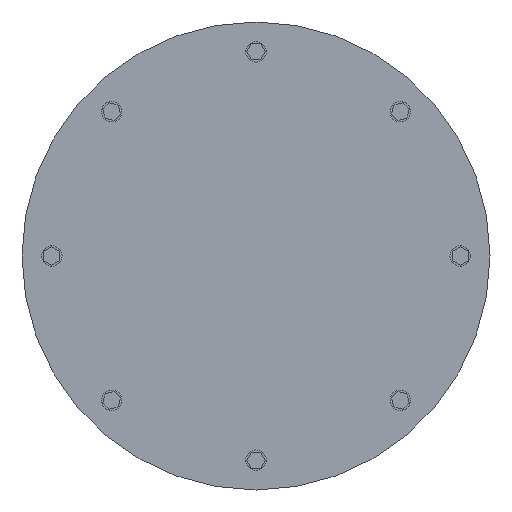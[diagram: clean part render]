
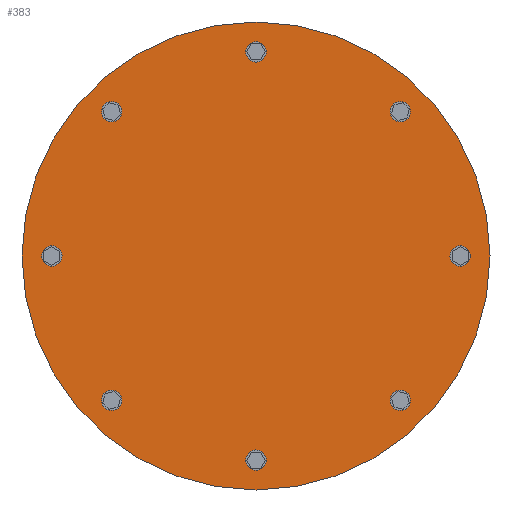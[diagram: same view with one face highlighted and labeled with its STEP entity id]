
A CAD part, left-side view. The second image highlights one B-rep face of the part: STEP entity #383.
In plain terms, the highlighted planar face has unit normal (-1, 0, 0).
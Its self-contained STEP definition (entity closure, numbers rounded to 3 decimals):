
#383 = ADVANCED_FACE( '', ( #917, #918, #919, #920, #921, #922, #923, #924, #925 ), #926, .F. );
#917 = FACE_OUTER_BOUND( '', #1632, .T. );
#918 = FACE_BOUND( '', #1633, .T. );
#919 = FACE_BOUND( '', #1634, .T. );
#920 = FACE_BOUND( '', #1635, .T. );
#921 = FACE_BOUND( '', #1636, .T. );
#922 = FACE_BOUND( '', #1637, .T. );
#923 = FACE_BOUND( '', #1638, .T. );
#924 = FACE_BOUND( '', #1639, .T. );
#925 = FACE_BOUND( '', #1640, .T. );
#926 = PLANE( '', #1641 );
#1632 = EDGE_LOOP( '', ( #2694 ) );
#1633 = EDGE_LOOP( '', ( #2695 ) );
#1634 = EDGE_LOOP( '', ( #2696 ) );
#1635 = EDGE_LOOP( '', ( #2697 ) );
#1636 = EDGE_LOOP( '', ( #2698 ) );
#1637 = EDGE_LOOP( '', ( #2699 ) );
#1638 = EDGE_LOOP( '', ( #2700 ) );
#1639 = EDGE_LOOP( '', ( #2701 ) );
#1640 = EDGE_LOOP( '', ( #2702 ) );
#1641 = AXIS2_PLACEMENT_3D( '', #2703, #2704, #2705 );
#2694 = ORIENTED_EDGE( '', *, *, #3990, .F. );
#2695 = ORIENTED_EDGE( '', *, *, #3991, .F. );
#2696 = ORIENTED_EDGE( '', *, *, #3919, .F. );
#2697 = ORIENTED_EDGE( '', *, *, #3992, .F. );
#2698 = ORIENTED_EDGE( '', *, *, #3993, .F. );
#2699 = ORIENTED_EDGE( '', *, *, #3966, .F. );
#2700 = ORIENTED_EDGE( '', *, *, #3894, .F. );
#2701 = ORIENTED_EDGE( '', *, *, #3994, .F. );
#2702 = ORIENTED_EDGE( '', *, *, #3700, .F. );
#2703 = CARTESIAN_POINT( '', ( -170., 0., 0. ) );
#2704 = DIRECTION( '', ( 1., 0., 0. ) );
#2705 = DIRECTION( '', ( 0., 0., -1. ) );
#3700 = EDGE_CURVE( '', #4323, #4323, #4324, .F. );
#3894 = EDGE_CURVE( '', #4652, #4652, #4653, .F. );
#3919 = EDGE_CURVE( '', #4688, #4688, #4689, .F. );
#3966 = EDGE_CURVE( '', #4759, #4759, #4760, .F. );
#3990 = EDGE_CURVE( '', #4792, #4792, #4793, .T. );
#3991 = EDGE_CURVE( '', #4794, #4794, #4795, .F. );
#3992 = EDGE_CURVE( '', #4796, #4796, #4797, .F. );
#3993 = EDGE_CURVE( '', #4798, #4798, #4799, .F. );
#3994 = EDGE_CURVE( '', #4800, #4800, #4801, .F. );
#4323 = VERTEX_POINT( '', #5215 );
#4324 = CIRCLE( '', #5216, 7. );
#4652 = VERTEX_POINT( '', #5674 );
#4653 = CIRCLE( '', #5675, 7. );
#4688 = VERTEX_POINT( '', #5723 );
#4689 = CIRCLE( '', #5724, 7. );
#4759 = VERTEX_POINT( '', #5823 );
#4760 = CIRCLE( '', #5824, 7. );
#4792 = VERTEX_POINT( '', #5865 );
#4793 = CIRCLE( '', #5866, 160.5 );
#4794 = VERTEX_POINT( '', #5867 );
#4795 = CIRCLE( '', #5868, 7. );
#4796 = VERTEX_POINT( '', #5869 );
#4797 = CIRCLE( '', #5870, 7. );
#4798 = VERTEX_POINT( '', #5871 );
#4799 = CIRCLE( '', #5872, 7. );
#4800 = VERTEX_POINT( '', #5873 );
#4801 = CIRCLE( '', #5874, 7. );
#5215 = CARTESIAN_POINT( '', ( -170., -140.021, -7. ) );
#5216 = AXIS2_PLACEMENT_3D( '', #6337, #6338, #6339 );
#5674 = CARTESIAN_POINT( '', ( -170., 0., 133.021 ) );
#5675 = AXIS2_PLACEMENT_3D( '', #6533, #6534, #6535 );
#5723 = CARTESIAN_POINT( '', ( -170., -99.01, 92.01 ) );
#5724 = AXIS2_PLACEMENT_3D( '', #6564, #6565, #6566 );
#5823 = CARTESIAN_POINT( '', ( -170., 99.01, 92.01 ) );
#5824 = AXIS2_PLACEMENT_3D( '', #6608, #6609, #6610 );
#5865 = CARTESIAN_POINT( '', ( -170., 0., -160.5 ) );
#5866 = AXIS2_PLACEMENT_3D( '', #6638, #6639, #6640 );
#5867 = CARTESIAN_POINT( '', ( -170., 140.021, -7. ) );
#5868 = AXIS2_PLACEMENT_3D( '', #6641, #6642, #6643 );
#5869 = CARTESIAN_POINT( '', ( -170., 99.01, -106.01 ) );
#5870 = AXIS2_PLACEMENT_3D( '', #6644, #6645, #6646 );
#5871 = CARTESIAN_POINT( '', ( -170., -99.01, -106.01 ) );
#5872 = AXIS2_PLACEMENT_3D( '', #6647, #6648, #6649 );
#5873 = CARTESIAN_POINT( '', ( -170., 0., -147.021 ) );
#5874 = AXIS2_PLACEMENT_3D( '', #6650, #6651, #6652 );
#6337 = CARTESIAN_POINT( '', ( -170., -140.021, 0. ) );
#6338 = DIRECTION( '', ( 1., 0., 0. ) );
#6339 = DIRECTION( '', ( 0., 0., -1. ) );
#6533 = CARTESIAN_POINT( '', ( -170., 0., 140.021 ) );
#6534 = DIRECTION( '', ( 1., 0., 0. ) );
#6535 = DIRECTION( '', ( 0., 0., -1. ) );
#6564 = CARTESIAN_POINT( '', ( -170., -99.01, 99.01 ) );
#6565 = DIRECTION( '', ( 1., 0., 0. ) );
#6566 = DIRECTION( '', ( 0., 0., -1. ) );
#6608 = CARTESIAN_POINT( '', ( -170., 99.01, 99.01 ) );
#6609 = DIRECTION( '', ( 1., 0., 0. ) );
#6610 = DIRECTION( '', ( 0., 0., -1. ) );
#6638 = CARTESIAN_POINT( '', ( -170., 0., 0. ) );
#6639 = DIRECTION( '', ( 1., 0., 0. ) );
#6640 = DIRECTION( '', ( 0., 0., -1. ) );
#6641 = CARTESIAN_POINT( '', ( -170., 140.021, 0. ) );
#6642 = DIRECTION( '', ( 1., 0., 0. ) );
#6643 = DIRECTION( '', ( 0., 0., -1. ) );
#6644 = CARTESIAN_POINT( '', ( -170., 99.01, -99.01 ) );
#6645 = DIRECTION( '', ( 1., 0., 0. ) );
#6646 = DIRECTION( '', ( 0., 0., -1. ) );
#6647 = CARTESIAN_POINT( '', ( -170., -99.01, -99.01 ) );
#6648 = DIRECTION( '', ( 1., 0., 0. ) );
#6649 = DIRECTION( '', ( 0., 0., -1. ) );
#6650 = CARTESIAN_POINT( '', ( -170., 0., -140.021 ) );
#6651 = DIRECTION( '', ( 1., 0., 0. ) );
#6652 = DIRECTION( '', ( 0., 0., -1. ) );
